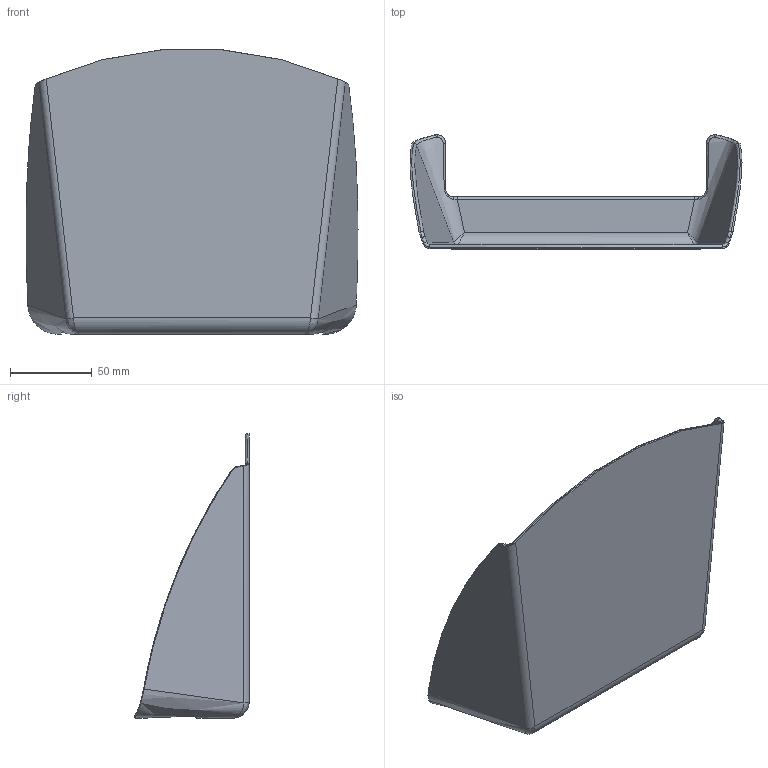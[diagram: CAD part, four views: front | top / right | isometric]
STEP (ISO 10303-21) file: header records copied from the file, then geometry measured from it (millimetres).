
FILE_DESCRIPTION(/* description */ (''),/* implementation_level */ '2;1');
FILE_NAME(/* name */ 'Dashboard-tray.stp',/* time_stamp */ '2023-02-20T22:33:46+01:00',/* author */ ('mgdij'),/* organization */ (''),/* preprocessor_version */ 'ST-DEVELOPER v18.1',/* originating_system */ 'Autodesk Inventor 2020',/* authorisation */ '');
FILE_SCHEMA (('AUTOMOTIVE_DESIGN { 1 0 10303 214 3 1 1 }'));
Length unit declared in the file: millimetre
Products named in the file (1): Dashboard-tray
Bounding box: 203.43 x 70 x 174.25 mm (x, y, z)
Volume: 116717.3 mm3; surface area: 95182.2 mm2
Topology: 1 solids, 1 shells, 68 faces, 166 edges, 96 vertices
Faces by surface type: bspline 38, plane 15, cylinder 12, torus 3
Entity records: 3340 total; most frequent: CARTESIAN_POINT 1979, ORIENTED_EDGE 324, DIRECTION 193, EDGE_CURVE 162, VERTEX_POINT 96, B_SPLINE_CURVE_WITH_KNOTS 84, AXIS2_PLACEMENT_3D 84, FACE_OUTER_BOUND 68
